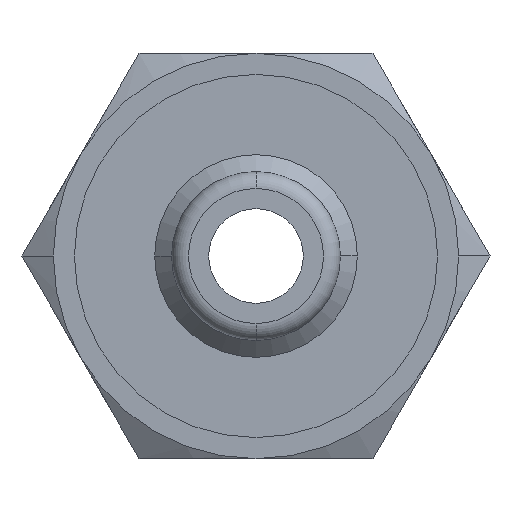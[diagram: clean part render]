
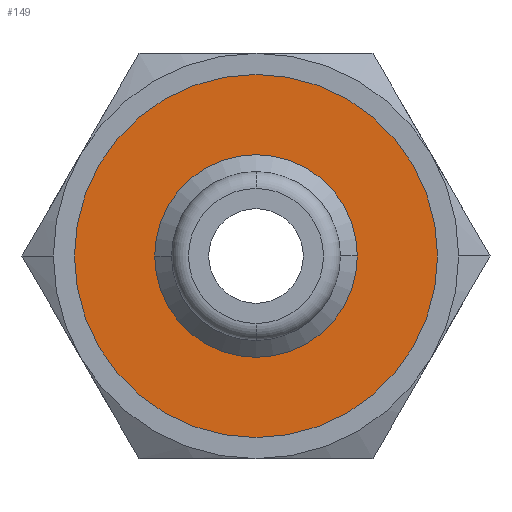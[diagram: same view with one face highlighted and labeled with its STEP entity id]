
A CAD part, front view. The second image highlights one B-rep face of the part: STEP entity #149.
In plain terms, the highlighted planar face has unit normal (0, -1, 0).
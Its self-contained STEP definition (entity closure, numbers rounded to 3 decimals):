
#149=ADVANCED_FACE('',(#308,#309),#310,.T.);
#308=FACE_OUTER_BOUND('',#473,.T.);
#309=FACE_BOUND('',#474,.T.);
#310=PLANE('',#475);
#473=EDGE_LOOP('',(#822,#823));
#474=EDGE_LOOP('',(#824,#825));
#475=AXIS2_PLACEMENT_3D('',#826,#827,#828);
#822=ORIENTED_EDGE('',*,*,#1077,.T.);
#823=ORIENTED_EDGE('',*,*,#990,.T.);
#824=ORIENTED_EDGE('',*,*,#1078,.F.);
#825=ORIENTED_EDGE('',*,*,#1025,.F.);
#826=CARTESIAN_POINT('',(0.0,20.0,0.0));
#827=DIRECTION('',(0.0,-1.0,0.0));
#828=DIRECTION('',(-1.0,0.0,0.0));
#990=EDGE_CURVE('',#1187,#1184,#1188,.T.);
#1025=EDGE_CURVE('',#1238,#1240,#1241,.T.);
#1077=EDGE_CURVE('',#1184,#1187,#1300,.T.);
#1078=EDGE_CURVE('',#1240,#1238,#1301,.T.);
#1184=VERTEX_POINT('',#1561);
#1187=VERTEX_POINT('',#1565);
#1188=CIRCLE('',#1566,10.75);
#1238=VERTEX_POINT('',#1643);
#1240=VERTEX_POINT('',#1646);
#1241=CIRCLE('',#1647,6.0);
#1300=CIRCLE('',#1819,10.75);
#1301=CIRCLE('',#1820,6.0);
#1561=CARTESIAN_POINT('',(10.75,20.0,0.0));
#1565=CARTESIAN_POINT('',(-10.75,20.0,0.));
#1566=AXIS2_PLACEMENT_3D('',#1898,#1899,#1900);
#1643=CARTESIAN_POINT('',(6.0,20.0,0.));
#1646=CARTESIAN_POINT('',(-6.0,20.0,0.));
#1647=AXIS2_PLACEMENT_3D('',#1964,#1965,#1966);
#1819=AXIS2_PLACEMENT_3D('',#2005,#2006,#2007);
#1820=AXIS2_PLACEMENT_3D('',#2008,#2009,#2010);
#1898=CARTESIAN_POINT('',(0.0,20.0,0.0));
#1899=DIRECTION('',(0.0,-1.0,0.0));
#1900=DIRECTION('',(1.0,0.0,0.0));
#1964=CARTESIAN_POINT('',(0.0,20.0,0.0));
#1965=DIRECTION('',(0.0,-1.0,0.0));
#1966=DIRECTION('',(1.0,0.0,0.0));
#2005=CARTESIAN_POINT('',(0.0,20.0,0.0));
#2006=DIRECTION('',(0.0,-1.0,0.0));
#2007=DIRECTION('',(1.0,0.0,0.0));
#2008=CARTESIAN_POINT('',(0.0,20.0,0.0));
#2009=DIRECTION('',(0.0,-1.0,0.0));
#2010=DIRECTION('',(1.0,0.0,0.0));
